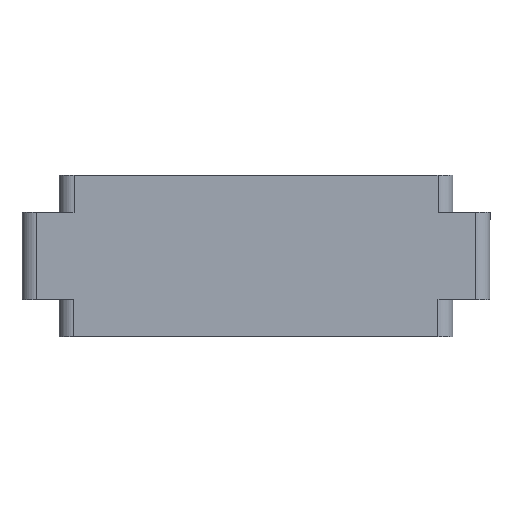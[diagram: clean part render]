
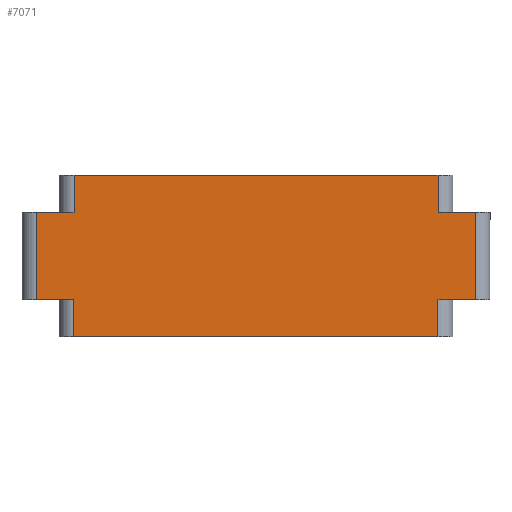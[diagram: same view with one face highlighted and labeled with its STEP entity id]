
A CAD part, front view. The second image highlights one B-rep face of the part: STEP entity #7071.
In plain terms, the highlighted planar face has unit normal (0, -1, 0).
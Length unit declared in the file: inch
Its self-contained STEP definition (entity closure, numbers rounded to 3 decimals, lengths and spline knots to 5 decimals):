
#769 = CARTESIAN_POINT ( 'NONE',  ( 1.225, -0.25, 0.228 ) ) ;
#774 = CARTESIAN_POINT ( 'NONE',  ( 1.475, -0.25, -0.61 ) ) ;
#784 = CARTESIAN_POINT ( 'NONE',  ( 1.475, -0.25, -0.022 ) ) ;
#788 = CARTESIAN_POINT ( 'NONE',  ( -1.225, -0.25, -0.61 ) ) ;
#790 = CARTESIAN_POINT ( 'NONE',  ( 1.225, -0.25, -0.61 ) ) ;
#793 = CARTESIAN_POINT ( 'NONE',  ( 1.225, -0.25, -0.86 ) ) ;
#794 = CARTESIAN_POINT ( 'NONE',  ( -1.225, -0.25, -0.86 ) ) ;
#825 = CARTESIAN_POINT ( 'NONE',  ( 1.225, -0.25, -0.022 ) ) ;
#835 = CARTESIAN_POINT ( 'NONE',  ( -1.225, -0.25, 0.228 ) ) ;
#839 = CARTESIAN_POINT ( 'NONE',  ( -1.225, -0.25, -0.022 ) ) ;
#852 = CARTESIAN_POINT ( 'NONE',  ( -1.475, -0.25, -0.61 ) ) ;
#857 = CARTESIAN_POINT ( 'NONE',  ( -1.475, -0.25, -0.022 ) ) ;
#2945 = EDGE_LOOP ( 'NONE', ( #9070, #9071, #9072, #9073, #9074, #9075, #9076, #9077, #9078, #9079, #9080, #9081 ) ) ;
#6483 = EDGE_CURVE ( 'NONE', #7906, #7901, #13982, .T. ) ;
#6513 = EDGE_CURVE ( 'NONE', #7884, #7888, #14028, .T. ) ;
#6538 = EDGE_CURVE ( 'NONE', #7874, #7825, #14067, .T. ) ;
#6546 = EDGE_CURVE ( 'NONE', #7829, #7833, #14078, .T. ) ;
#6562 = EDGE_CURVE ( 'NONE', #7842, #7839, #14108, .T. ) ;
#6564 = EDGE_CURVE ( 'NONE', #7843, #7837, #14111, .T. ) ;
#6565 = EDGE_CURVE ( 'NONE', #7842, #7843, #14106, .T. ) ;
#6566 = EDGE_CURVE ( 'NONE', #7829, #7839, #14114, .T. ) ;
#6567 = EDGE_CURVE ( 'NONE', #7874, #7833, #14116, .T. ) ;
#6568 = EDGE_CURVE ( 'NONE', #7884, #7825, #14118, .T. ) ;
#6569 = EDGE_CURVE ( 'NONE', #7906, #7888, #14120, .T. ) ;
#6570 = EDGE_CURVE ( 'NONE', #7837, #7901, #14122, .T. ) ;
#7071 = ADVANCED_FACE ( 'NONE', ( #17510 ), #17895, .T. ) ;
#7825 = VERTEX_POINT ( 'NONE', #769 ) ;
#7829 = VERTEX_POINT ( 'NONE', #774 ) ;
#7833 = VERTEX_POINT ( 'NONE', #784 ) ;
#7837 = VERTEX_POINT ( 'NONE', #788 ) ;
#7839 = VERTEX_POINT ( 'NONE', #790 ) ;
#7842 = VERTEX_POINT ( 'NONE', #793 ) ;
#7843 = VERTEX_POINT ( 'NONE', #794 ) ;
#7874 = VERTEX_POINT ( 'NONE', #825 ) ;
#7884 = VERTEX_POINT ( 'NONE', #835 ) ;
#7888 = VERTEX_POINT ( 'NONE', #839 ) ;
#7901 = VERTEX_POINT ( 'NONE', #852 ) ;
#7906 = VERTEX_POINT ( 'NONE', #857 ) ;
#9070 = ORIENTED_EDGE ( 'NONE', *, *, #6564, .F. ) ;
#9071 = ORIENTED_EDGE ( 'NONE', *, *, #6565, .F. ) ;
#9072 = ORIENTED_EDGE ( 'NONE', *, *, #6562, .T. ) ;
#9073 = ORIENTED_EDGE ( 'NONE', *, *, #6566, .F. ) ;
#9074 = ORIENTED_EDGE ( 'NONE', *, *, #6546, .T. ) ;
#9075 = ORIENTED_EDGE ( 'NONE', *, *, #6567, .F. ) ;
#9076 = ORIENTED_EDGE ( 'NONE', *, *, #6538, .T. ) ;
#9077 = ORIENTED_EDGE ( 'NONE', *, *, #6568, .F. ) ;
#9078 = ORIENTED_EDGE ( 'NONE', *, *, #6513, .T. ) ;
#9079 = ORIENTED_EDGE ( 'NONE', *, *, #6569, .F. ) ;
#9080 = ORIENTED_EDGE ( 'NONE', *, *, #6483, .T. ) ;
#9081 = ORIENTED_EDGE ( 'NONE', *, *, #6570, .F. ) ;
#13736 = CARTESIAN_POINT ( 'NONE',  ( -1.475, -0.25, -0.316 ) ) ;
#13739 = DIRECTION ( 'NONE',  ( 0., 0., -1. ) ) ;
#13815 = DIRECTION ( 'NONE',  ( 0., 0., -1. ) ) ;
#13817 = CARTESIAN_POINT ( 'NONE',  ( -1.225, -0.25, -0.316 ) ) ;
#13862 = DIRECTION ( 'NONE',  ( 0., 0., 1. ) ) ;
#13876 = CARTESIAN_POINT ( 'NONE',  ( 1.225, -0.25, -0.316 ) ) ;
#13889 = CARTESIAN_POINT ( 'NONE',  ( 1.475, -0.25, -0.316 ) ) ;
#13895 = DIRECTION ( 'NONE',  ( 0., 0., 1. ) ) ;
#13929 = DIRECTION ( 'NONE',  ( 0., 0., 1. ) ) ;
#13931 = CARTESIAN_POINT ( 'NONE',  ( 1.225, -0.25, -0.316 ) ) ;
#13932 = CARTESIAN_POINT ( 'NONE',  ( -1.225, -0.25, -0.61 ) ) ;
#13933 = DIRECTION ( 'NONE',  ( 0., 0., 1. ) ) ;
#13938 = CARTESIAN_POINT ( 'NONE',  ( 0., -0.25, -0.86 ) ) ;
#13943 = DIRECTION ( 'NONE',  ( -1., 0., 0. ) ) ;
#13944 = CARTESIAN_POINT ( 'NONE',  ( 0., -0.25, -0.61 ) ) ;
#13945 = DIRECTION ( 'NONE',  ( -1., 0., 0. ) ) ;
#13946 = CARTESIAN_POINT ( 'NONE',  ( 0., -0.25, -0.022 ) ) ;
#13947 = DIRECTION ( 'NONE',  ( 1., 0., 0. ) ) ;
#13948 = CARTESIAN_POINT ( 'NONE',  ( 0., -0.25, 0.228 ) ) ;
#13949 = DIRECTION ( 'NONE',  ( 1., 0., 0. ) ) ;
#13950 = CARTESIAN_POINT ( 'NONE',  ( 0., -0.25, -0.022 ) ) ;
#13951 = DIRECTION ( 'NONE',  ( 1., 0., 0. ) ) ;
#13952 = CARTESIAN_POINT ( 'NONE',  ( 0., -0.25, -0.61 ) ) ;
#13953 = DIRECTION ( 'NONE',  ( -1., 0., 0. ) ) ;
#13982 = LINE ( 'NONE', #13736, #13989 ) ;
#13989 = VECTOR ( 'NONE', #13739, 39.37008 ) ;
#14028 = LINE ( 'NONE', #13817, #14030 ) ;
#14030 = VECTOR ( 'NONE', #13815, 39.37008 ) ;
#14067 = LINE ( 'NONE', #13876, #14069 ) ;
#14069 = VECTOR ( 'NONE', #13862, 39.37008 ) ;
#14078 = LINE ( 'NONE', #13889, #14085 ) ;
#14085 = VECTOR ( 'NONE', #13895, 39.37008 ) ;
#14106 = LINE ( 'NONE', #13938, #14115 ) ;
#14108 = LINE ( 'NONE', #13931, #14110 ) ;
#14110 = VECTOR ( 'NONE', #13929, 39.37008 ) ;
#14111 = LINE ( 'NONE', #13932, #14113 ) ;
#14113 = VECTOR ( 'NONE', #13933, 39.37008 ) ;
#14114 = LINE ( 'NONE', #13944, #14117 ) ;
#14115 = VECTOR ( 'NONE', #13943, 39.37008 ) ;
#14116 = LINE ( 'NONE', #13946, #14119 ) ;
#14117 = VECTOR ( 'NONE', #13945, 39.37008 ) ;
#14118 = LINE ( 'NONE', #13948, #14121 ) ;
#14119 = VECTOR ( 'NONE', #13947, 39.37008 ) ;
#14120 = LINE ( 'NONE', #13950, #14123 ) ;
#14121 = VECTOR ( 'NONE', #13949, 39.37008 ) ;
#14122 = LINE ( 'NONE', #13952, #14125 ) ;
#14123 = VECTOR ( 'NONE', #13951, 39.37008 ) ;
#14125 = VECTOR ( 'NONE', #13953, 39.37008 ) ;
#15179 = AXIS2_PLACEMENT_3D ( 'NONE', #17890, #17898, #17899 ) ;
#17510 = FACE_OUTER_BOUND ( 'NONE', #2945, .T. ) ;
#17890 = CARTESIAN_POINT ( 'NONE',  ( 0., -0.25, -0.316 ) ) ;
#17895 = PLANE ( 'NONE',  #15179 ) ;
#17898 = DIRECTION ( 'NONE',  ( 0., -1., 0. ) ) ;
#17899 = DIRECTION ( 'NONE',  ( 1., 0., 0. ) ) ;
